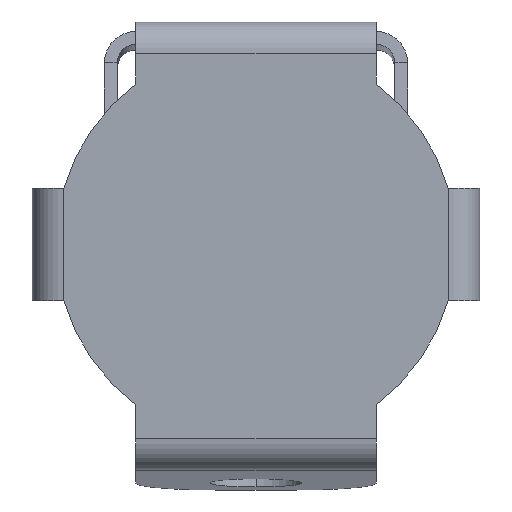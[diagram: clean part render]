
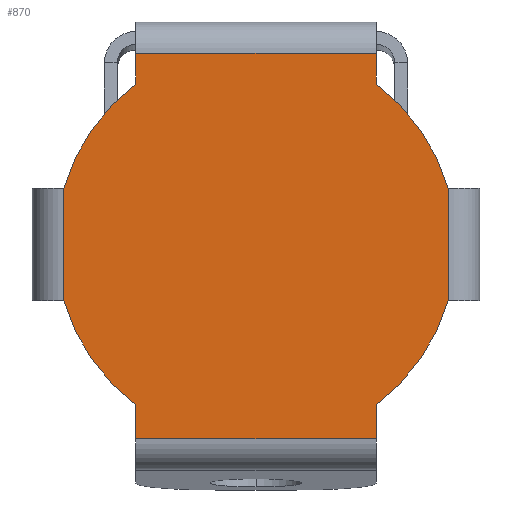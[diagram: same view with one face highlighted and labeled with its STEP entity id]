
A CAD part, front view. The second image highlights one B-rep face of the part: STEP entity #870.
In plain terms, the highlighted planar face has unit normal (0, -1, 0).
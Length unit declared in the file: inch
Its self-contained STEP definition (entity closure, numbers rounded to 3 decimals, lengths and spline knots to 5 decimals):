
#7 = CIRCLE ( 'NONE', #1293, 0.3125 ) ;
#21 = DIRECTION ( 'NONE',  ( 0., 1., 0. ) ) ;
#57 = VERTEX_POINT ( 'NONE', #159 ) ;
#76 = EDGE_CURVE ( 'NONE', #1630, #371, #1952, .T. ) ;
#79 = ORIENTED_EDGE ( 'NONE', *, *, #1530, .F. ) ;
#80 = CARTESIAN_POINT ( 'NONE',  ( -0.3, -0.02, -0.0875 ) ) ;
#89 = DIRECTION ( 'NONE',  ( 0., 0., 1. ) ) ;
#126 = LINE ( 'NONE', #2115, #470 ) ;
#159 = CARTESIAN_POINT ( 'NONE',  ( 0.1875, -0.02, 0.25 ) ) ;
#244 = EDGE_CURVE ( 'NONE', #1936, #726, #2076, .T. ) ;
#247 = AXIS2_PLACEMENT_3D ( 'NONE', #838, #2019, #1005 ) ;
#249 = VERTEX_POINT ( 'NONE', #1494 ) ;
#270 = VECTOR ( 'NONE', #1828, 39.37008 ) ;
#283 = ORIENTED_EDGE ( 'NONE', *, *, #1037, .F. ) ;
#300 = LINE ( 'NONE', #80, #581 ) ;
#306 = VERTEX_POINT ( 'NONE', #2021 ) ;
#347 = PLANE ( 'NONE',  #1904 ) ;
#353 = DIRECTION ( 'NONE',  ( 0., 0., -1. ) ) ;
#371 = VERTEX_POINT ( 'NONE', #563 ) ;
#420 = DIRECTION ( 'NONE',  ( 0., 1., 0. ) ) ;
#465 = LINE ( 'NONE', #2128, #1931 ) ;
#470 = VECTOR ( 'NONE', #623, 39.37008 ) ;
#501 = VERTEX_POINT ( 'NONE', #1984 ) ;
#520 = ORIENTED_EDGE ( 'NONE', *, *, #1372, .T. ) ;
#542 = VECTOR ( 'NONE', #719, 39.37008 ) ;
#551 = EDGE_CURVE ( 'NONE', #371, #1414, #912, .T. ) ;
#563 = CARTESIAN_POINT ( 'NONE',  ( 0.3, -0.02, -0.0875 ) ) ;
#567 = ORIENTED_EDGE ( 'NONE', *, *, #1846, .F. ) ;
#581 = VECTOR ( 'NONE', #894, 39.37008 ) ;
#617 = ORIENTED_EDGE ( 'NONE', *, *, #2147, .F. ) ;
#623 = DIRECTION ( 'NONE',  ( 0., 0., -1. ) ) ;
#624 = LINE ( 'NONE', #1356, #1903 ) ;
#655 = VERTEX_POINT ( 'NONE', #1891 ) ;
#709 = AXIS2_PLACEMENT_3D ( 'NONE', #911, #420, #89 ) ;
#717 = FACE_OUTER_BOUND ( 'NONE', #1333, .T. ) ;
#719 = DIRECTION ( 'NONE',  ( 0., 0., 1. ) ) ;
#726 = VERTEX_POINT ( 'NONE', #1769 ) ;
#728 = VERTEX_POINT ( 'NONE', #760 ) ;
#751 = EDGE_CURVE ( 'NONE', #1414, #728, #126, .T. ) ;
#760 = CARTESIAN_POINT ( 'NONE',  ( 0.1875, -0.02, -0.30335 ) ) ;
#773 = DIRECTION ( 'NONE',  ( 0., 0., -1. ) ) ;
#775 = VERTEX_POINT ( 'NONE', #1583 ) ;
#820 = CARTESIAN_POINT ( 'NONE',  ( 0., -0.02, 0. ) ) ;
#838 = CARTESIAN_POINT ( 'NONE',  ( 0., -0.02, 0. ) ) ;
#870 = ADVANCED_FACE ( 'NONE', ( #717 ), #347, .F. ) ;
#894 = DIRECTION ( 'NONE',  ( 0., 0., 1. ) ) ;
#907 = ORIENTED_EDGE ( 'NONE', *, *, #751, .F. ) ;
#911 = CARTESIAN_POINT ( 'NONE',  ( 0., -0.02, 0. ) ) ;
#912 = CIRCLE ( 'NONE', #2174, 0.3125 ) ;
#943 = ORIENTED_EDGE ( 'NONE', *, *, #1785, .F. ) ;
#981 = DIRECTION ( 'NONE',  ( 0., 1., 0. ) ) ;
#990 = CARTESIAN_POINT ( 'NONE',  ( -0.1875, -0.02, -0.35 ) ) ;
#1005 = DIRECTION ( 'NONE',  ( 0., 0., 1. ) ) ;
#1037 = EDGE_CURVE ( 'NONE', #249, #57, #465, .T. ) ;
#1064 = ORIENTED_EDGE ( 'NONE', *, *, #76, .F. ) ;
#1165 = CARTESIAN_POINT ( 'NONE',  ( 0., -0.02, 0. ) ) ;
#1174 = EDGE_CURVE ( 'NONE', #249, #775, #1445, .T. ) ;
#1193 = DIRECTION ( 'NONE',  ( 1., 0., 0. ) ) ;
#1226 = ORIENTED_EDGE ( 'NONE', *, *, #551, .F. ) ;
#1293 = AXIS2_PLACEMENT_3D ( 'NONE', #1408, #1398, #1554 ) ;
#1333 = EDGE_LOOP ( 'NONE', ( #1752, #1950, #79, #567, #943, #1861, #520, #907, #1226, #1064, #617, #283 ) ) ;
#1356 = CARTESIAN_POINT ( 'NONE',  ( -0.1875, -0.02, -0.30335 ) ) ;
#1372 = EDGE_CURVE ( 'NONE', #1936, #728, #624, .T. ) ;
#1385 = CARTESIAN_POINT ( 'NONE',  ( 0.1875, -0.02, -0.25 ) ) ;
#1398 = DIRECTION ( 'NONE',  ( 0., 1., 0. ) ) ;
#1408 = CARTESIAN_POINT ( 'NONE',  ( 0., -0.02, 0. ) ) ;
#1414 = VERTEX_POINT ( 'NONE', #1385 ) ;
#1445 = LINE ( 'NONE', #1484, #1743 ) ;
#1463 = CARTESIAN_POINT ( 'NONE',  ( 0.3, -0.02, 0.0875 ) ) ;
#1483 = CARTESIAN_POINT ( 'NONE',  ( 0.3, -0.02, -0.0875 ) ) ;
#1484 = CARTESIAN_POINT ( 'NONE',  ( 0.1875, -0.02, 0.29828 ) ) ;
#1489 = DIRECTION ( 'NONE',  ( 0., 0., 1. ) ) ;
#1494 = CARTESIAN_POINT ( 'NONE',  ( 0.1875, -0.02, 0.29828 ) ) ;
#1530 = EDGE_CURVE ( 'NONE', #501, #655, #2131, .T. ) ;
#1554 = DIRECTION ( 'NONE',  ( 0., 0., 1. ) ) ;
#1583 = CARTESIAN_POINT ( 'NONE',  ( -0.1875, -0.02, 0.29828 ) ) ;
#1630 = VERTEX_POINT ( 'NONE', #1463 ) ;
#1724 = EDGE_CURVE ( 'NONE', #655, #775, #1847, .T. ) ;
#1726 = CARTESIAN_POINT ( 'NONE',  ( -0.1875, -0.02, 0.25 ) ) ;
#1743 = VECTOR ( 'NONE', #1998, 39.37008 ) ;
#1752 = ORIENTED_EDGE ( 'NONE', *, *, #1174, .T. ) ;
#1769 = CARTESIAN_POINT ( 'NONE',  ( -0.1875, -0.02, -0.25 ) ) ;
#1785 = EDGE_CURVE ( 'NONE', #726, #306, #7, .T. ) ;
#1828 = DIRECTION ( 'NONE',  ( 0., 0., 1. ) ) ;
#1846 = EDGE_CURVE ( 'NONE', #306, #501, #300, .T. ) ;
#1847 = LINE ( 'NONE', #1726, #542 ) ;
#1861 = ORIENTED_EDGE ( 'NONE', *, *, #244, .F. ) ;
#1891 = CARTESIAN_POINT ( 'NONE',  ( -0.1875, -0.02, 0.25 ) ) ;
#1894 = VECTOR ( 'NONE', #353, 39.37008 ) ;
#1903 = VECTOR ( 'NONE', #1193, 39.37008 ) ;
#1904 = AXIS2_PLACEMENT_3D ( 'NONE', #820, #981, #2176 ) ;
#1931 = VECTOR ( 'NONE', #773, 39.37008 ) ;
#1936 = VERTEX_POINT ( 'NONE', #2017 ) ;
#1950 = ORIENTED_EDGE ( 'NONE', *, *, #1724, .F. ) ;
#1952 = LINE ( 'NONE', #1483, #1894 ) ;
#1976 = CIRCLE ( 'NONE', #247, 0.3125 ) ;
#1984 = CARTESIAN_POINT ( 'NONE',  ( -0.3, -0.02, 0.0875 ) ) ;
#1998 = DIRECTION ( 'NONE',  ( -1., 0., 0. ) ) ;
#2017 = CARTESIAN_POINT ( 'NONE',  ( -0.1875, -0.02, -0.30335 ) ) ;
#2019 = DIRECTION ( 'NONE',  ( 0., 1., 0. ) ) ;
#2021 = CARTESIAN_POINT ( 'NONE',  ( -0.3, -0.02, -0.0875 ) ) ;
#2076 = LINE ( 'NONE', #990, #270 ) ;
#2115 = CARTESIAN_POINT ( 'NONE',  ( 0.1875, -0.02, -0.35 ) ) ;
#2128 = CARTESIAN_POINT ( 'NONE',  ( 0.1875, -0.02, 0.25 ) ) ;
#2131 = CIRCLE ( 'NONE', #709, 0.3125 ) ;
#2147 = EDGE_CURVE ( 'NONE', #57, #1630, #1976, .T. ) ;
#2174 = AXIS2_PLACEMENT_3D ( 'NONE', #1165, #21, #1489 ) ;
#2176 = DIRECTION ( 'NONE',  ( 0., 0., 1. ) ) ;
